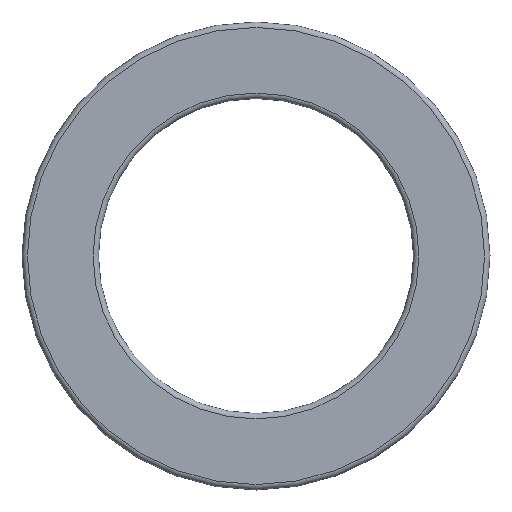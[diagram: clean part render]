
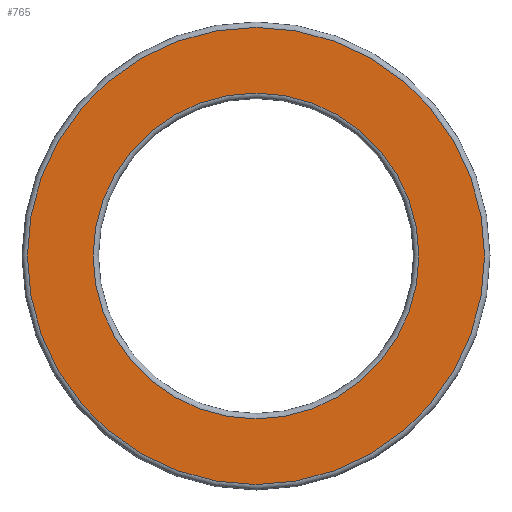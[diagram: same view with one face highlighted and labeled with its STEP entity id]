
A CAD part, left-side view. The second image highlights one B-rep face of the part: STEP entity #765.
In plain terms, the highlighted planar face has unit normal (-1, 0, 0).
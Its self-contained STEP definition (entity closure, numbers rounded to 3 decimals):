
#48=PLANE('',#888);
#69=ORIENTED_EDGE('',*,*,#191,.T.);
#70=ORIENTED_EDGE('',*,*,#192,.F.);
#191=EDGE_CURVE('',#566,#566,#256,.T.);
#192=EDGE_CURVE('',#567,#567,#257,.T.);
#256=CIRCLE('',#889,18.1);
#257=CIRCLE('',#890,25.4);
#329=EDGE_LOOP('',(#69));
#330=EDGE_LOOP('',(#70));
#566=VERTEX_POINT('',#1304);
#567=VERTEX_POINT('',#1306);
#641=FACE_BOUND('',#329,.T.);
#642=FACE_BOUND('',#330,.T.);
#765=ADVANCED_FACE('',(#641,#642),#48,.T.);
#888=AXIS2_PLACEMENT_3D('',#1302,#1063,#1064);
#889=AXIS2_PLACEMENT_3D('',#1303,#1065,#1066);
#890=AXIS2_PLACEMENT_3D('',#1305,#1067,#1068);
#1063=DIRECTION('',(-1.,0.,0.));
#1064=DIRECTION('',(0.,0.,1.));
#1065=DIRECTION('',(1.,0.,0.));
#1066=DIRECTION('',(0.,0.,-1.));
#1067=DIRECTION('',(1.,0.,0.));
#1068=DIRECTION('',(0.,0.,-1.));
#1302=CARTESIAN_POINT('',(0.,25.4,0.));
#1303=CARTESIAN_POINT('',(0.,0.,0.));
#1304=CARTESIAN_POINT('',(0.,0.,-18.1));
#1305=CARTESIAN_POINT('',(0.,0.,0.));
#1306=CARTESIAN_POINT('',(0.,0.,-25.4));
